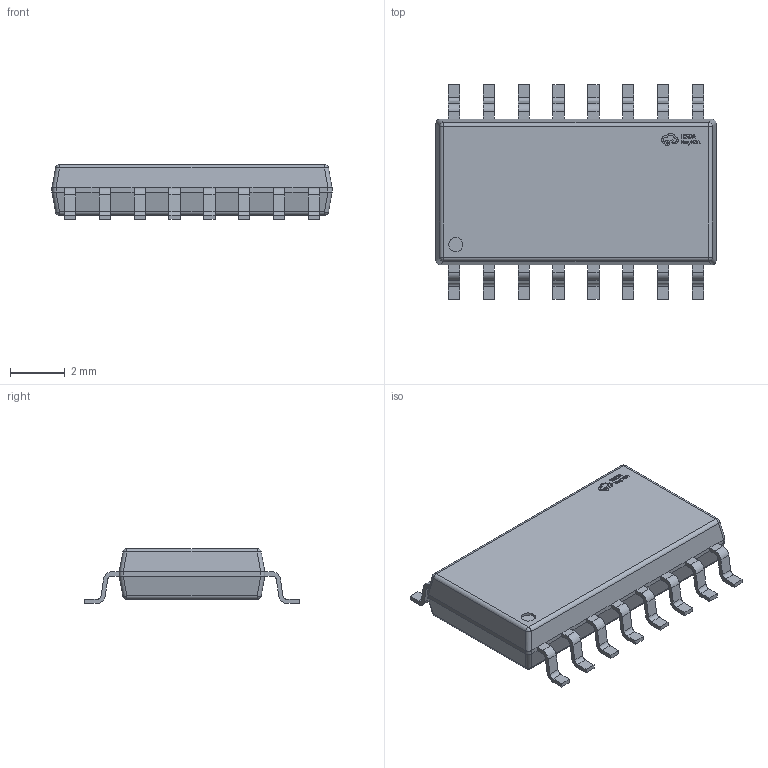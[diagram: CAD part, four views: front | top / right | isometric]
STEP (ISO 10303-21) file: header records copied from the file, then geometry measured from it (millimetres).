
FILE_DESCRIPTION (( 'STEP AP214' ), '1' );
FILE_NAME ('SOIC-16_L10.2-W5.3-P1.27-LS7.8-BL.step', '2022-07-26T09:09:23', ( '' ), ( '' ), 'SwSTEP 2.0', 'SolidWorks 2020', '' );
FILE_SCHEMA (( 'AUTOMOTIVE_DESIGN' ));
Length unit declared in the file: millimetre
Products named in the file (1): SOIC-16_L10.2-W5.3-P1.27-LS7.8-BL
Bounding box: 10.2 x 7.8 x 2 mm (x, y, z)
Volume: 97.8 mm3; surface area: 190.5 mm2
Topology: 14 solids, 14 shells, 560 faces, 1484 edges, 960 vertices
Faces by surface type: plane 352, bspline 114, cylinder 86, sphere 8
Entity records: 21952 total; most frequent: CARTESIAN_POINT 5439, ORIENTED_EDGE 2968, DIRECTION 2278, EDGE_CURVE 1484, VECTOR 1072, LINE 1072, VERTEX_POINT 960, AXIS2_PLACEMENT_3D 603
